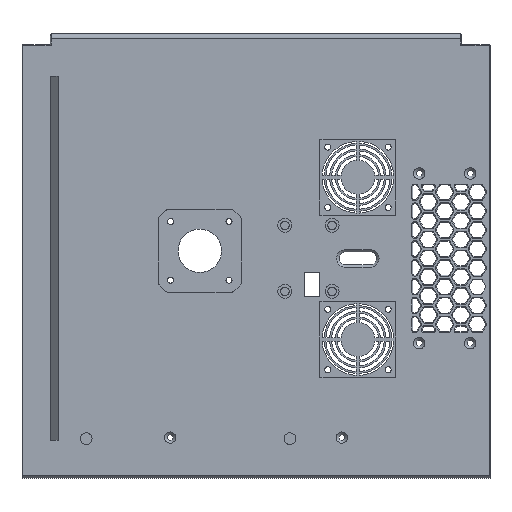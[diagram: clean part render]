
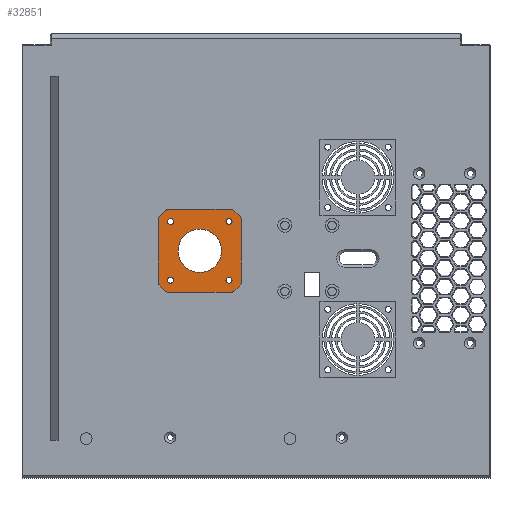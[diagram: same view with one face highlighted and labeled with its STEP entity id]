
A CAD part, left-side view. The second image highlights one B-rep face of the part: STEP entity #32851.
In plain terms, the highlighted planar face has unit normal (-1, 0, 0).
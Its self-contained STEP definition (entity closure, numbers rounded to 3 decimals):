
#1037=FACE_BOUND('',#6144,.T.);
#1038=FACE_BOUND('',#6145,.T.);
#1039=FACE_BOUND('',#6146,.T.);
#1040=FACE_BOUND('',#6147,.T.);
#1041=FACE_BOUND('',#6148,.T.);
#2228=CIRCLE('',#35888,2.);
#2229=CIRCLE('',#35891,2.);
#2230=CIRCLE('',#35894,2.);
#2231=CIRCLE('',#35896,2.);
#2232=CIRCLE('',#35897,2.);
#2233=CIRCLE('',#35898,2.);
#2234=CIRCLE('',#35899,2.);
#2235=CIRCLE('',#35900,2.);
#2236=CIRCLE('',#35901,1.6);
#2237=CIRCLE('',#35902,1.6);
#2238=CIRCLE('',#35903,1.6);
#2239=CIRCLE('',#35904,1.6);
#2240=CIRCLE('',#35905,11.5);
#4058=FACE_OUTER_BOUND('',#6143,.T.);
#6143=EDGE_LOOP('',(#29472,#29473,#29474,#29475,#29476,#29477,#29478,#29479,
#29480,#29481,#29482,#29483,#29484,#29485,#29486,#29487));
#6144=EDGE_LOOP('',(#29488));
#6145=EDGE_LOOP('',(#29489));
#6146=EDGE_LOOP('',(#29490));
#6147=EDGE_LOOP('',(#29491));
#6148=EDGE_LOOP('',(#29492));
#9639=LINE('',#54577,#13130);
#9642=LINE('',#54585,#13133);
#9646=LINE('',#54595,#13137);
#9647=LINE('',#54598,#13138);
#9648=LINE('',#54600,#13139);
#9649=LINE('',#54604,#13140);
#9650=LINE('',#54608,#13141);
#9651=LINE('',#54612,#13142);
#13130=VECTOR('',#45245,10.);
#13133=VECTOR('',#45254,10.);
#13137=VECTOR('',#45264,10.);
#13138=VECTOR('',#45267,10.);
#13139=VECTOR('',#45268,10.);
#13140=VECTOR('',#45271,10.);
#13141=VECTOR('',#45274,10.);
#13142=VECTOR('',#45277,10.);
#15931=VERTEX_POINT('',#54570);
#15932=VERTEX_POINT('',#54571);
#15933=VERTEX_POINT('',#54576);
#15934=VERTEX_POINT('',#54580);
#15935=VERTEX_POINT('',#54584);
#15936=VERTEX_POINT('',#54588);
#15937=VERTEX_POINT('',#54589);
#15938=VERTEX_POINT('',#54594);
#15939=VERTEX_POINT('',#54596);
#15940=VERTEX_POINT('',#54599);
#15941=VERTEX_POINT('',#54601);
#15942=VERTEX_POINT('',#54603);
#15943=VERTEX_POINT('',#54605);
#15944=VERTEX_POINT('',#54607);
#15945=VERTEX_POINT('',#54609);
#15946=VERTEX_POINT('',#54611);
#15947=VERTEX_POINT('',#54614);
#15948=VERTEX_POINT('',#54616);
#15949=VERTEX_POINT('',#54618);
#15950=VERTEX_POINT('',#54620);
#15951=VERTEX_POINT('',#54622);
#20510=EDGE_CURVE('',#15931,#15932,#2228,.T.);
#20513=EDGE_CURVE('',#15933,#15931,#9639,.T.);
#20515=EDGE_CURVE('',#15934,#15933,#2229,.T.);
#20517=EDGE_CURVE('',#15935,#15934,#9642,.T.);
#20519=EDGE_CURVE('',#15936,#15937,#2230,.T.);
#20522=EDGE_CURVE('',#15932,#15938,#9646,.T.);
#20523=EDGE_CURVE('',#15938,#15939,#2231,.T.);
#20524=EDGE_CURVE('',#15939,#15936,#9647,.T.);
#20525=EDGE_CURVE('',#15937,#15940,#9648,.T.);
#20526=EDGE_CURVE('',#15940,#15941,#2232,.T.);
#20527=EDGE_CURVE('',#15941,#15942,#9649,.T.);
#20528=EDGE_CURVE('',#15942,#15943,#2233,.T.);
#20529=EDGE_CURVE('',#15943,#15944,#9650,.T.);
#20530=EDGE_CURVE('',#15944,#15945,#2234,.T.);
#20531=EDGE_CURVE('',#15945,#15946,#9651,.T.);
#20532=EDGE_CURVE('',#15946,#15935,#2235,.T.);
#20533=EDGE_CURVE('',#15947,#15947,#2236,.T.);
#20534=EDGE_CURVE('',#15948,#15948,#2237,.T.);
#20535=EDGE_CURVE('',#15949,#15949,#2238,.T.);
#20536=EDGE_CURVE('',#15950,#15950,#2239,.T.);
#20537=EDGE_CURVE('',#15951,#15951,#2240,.T.);
#29472=ORIENTED_EDGE('',*,*,#20510,.T.);
#29473=ORIENTED_EDGE('',*,*,#20522,.T.);
#29474=ORIENTED_EDGE('',*,*,#20523,.T.);
#29475=ORIENTED_EDGE('',*,*,#20524,.T.);
#29476=ORIENTED_EDGE('',*,*,#20519,.T.);
#29477=ORIENTED_EDGE('',*,*,#20525,.T.);
#29478=ORIENTED_EDGE('',*,*,#20526,.T.);
#29479=ORIENTED_EDGE('',*,*,#20527,.T.);
#29480=ORIENTED_EDGE('',*,*,#20528,.T.);
#29481=ORIENTED_EDGE('',*,*,#20529,.T.);
#29482=ORIENTED_EDGE('',*,*,#20530,.T.);
#29483=ORIENTED_EDGE('',*,*,#20531,.T.);
#29484=ORIENTED_EDGE('',*,*,#20532,.T.);
#29485=ORIENTED_EDGE('',*,*,#20517,.T.);
#29486=ORIENTED_EDGE('',*,*,#20515,.T.);
#29487=ORIENTED_EDGE('',*,*,#20513,.T.);
#29488=ORIENTED_EDGE('',*,*,#20533,.T.);
#29489=ORIENTED_EDGE('',*,*,#20534,.T.);
#29490=ORIENTED_EDGE('',*,*,#20535,.T.);
#29491=ORIENTED_EDGE('',*,*,#20536,.T.);
#29492=ORIENTED_EDGE('',*,*,#20537,.T.);
#30986=PLANE('',#35895);
#32851=ADVANCED_FACE('',(#4058,#1037,#1038,#1039,#1040,#1041),#30986,.F.);
#35888=AXIS2_PLACEMENT_3D('',#54572,#45239,#45240);
#35891=AXIS2_PLACEMENT_3D('',#54581,#45249,#45250);
#35894=AXIS2_PLACEMENT_3D('',#54590,#45258,#45259);
#35895=AXIS2_PLACEMENT_3D('',#54593,#45262,#45263);
#35896=AXIS2_PLACEMENT_3D('',#54597,#45265,#45266);
#35897=AXIS2_PLACEMENT_3D('',#54602,#45269,#45270);
#35898=AXIS2_PLACEMENT_3D('',#54606,#45272,#45273);
#35899=AXIS2_PLACEMENT_3D('',#54610,#45275,#45276);
#35900=AXIS2_PLACEMENT_3D('',#54613,#45278,#45279);
#35901=AXIS2_PLACEMENT_3D('',#54615,#45280,#45281);
#35902=AXIS2_PLACEMENT_3D('',#54617,#45282,#45283);
#35903=AXIS2_PLACEMENT_3D('',#54619,#45284,#45285);
#35904=AXIS2_PLACEMENT_3D('',#54621,#45286,#45287);
#35905=AXIS2_PLACEMENT_3D('',#54623,#45288,#45289);
#45239=DIRECTION('center_axis',(-1.,0.,0.));
#45240=DIRECTION('ref_axis',(0.,-0.924,-0.383));
#45245=DIRECTION('',(0.,-0.707,0.707));
#45249=DIRECTION('center_axis',(-1.,0.,0.));
#45250=DIRECTION('ref_axis',(0.,-0.383,-0.924));
#45254=DIRECTION('',(0.,-1.,0.));
#45258=DIRECTION('center_axis',(-1.,0.,0.));
#45259=DIRECTION('ref_axis',(0.,-0.383,0.924));
#45262=DIRECTION('center_axis',(1.,0.,0.));
#45263=DIRECTION('ref_axis',(0.,-1.,0.));
#45264=DIRECTION('',(0.,0.,1.));
#45265=DIRECTION('center_axis',(-1.,0.,0.));
#45266=DIRECTION('ref_axis',(0.,-0.924,0.383));
#45267=DIRECTION('',(0.,0.707,0.707));
#45268=DIRECTION('',(0.,1.,0.));
#45269=DIRECTION('center_axis',(-1.,0.,0.));
#45270=DIRECTION('ref_axis',(0.,0.383,0.924));
#45271=DIRECTION('',(0.,0.707,-0.707));
#45272=DIRECTION('center_axis',(-1.,0.,0.));
#45273=DIRECTION('ref_axis',(0.,0.924,0.383));
#45274=DIRECTION('',(0.,0.,-1.));
#45275=DIRECTION('center_axis',(-1.,0.,0.));
#45276=DIRECTION('ref_axis',(0.,0.924,-0.383));
#45277=DIRECTION('',(0.,-0.707,-0.707));
#45278=DIRECTION('center_axis',(-1.,0.,0.));
#45279=DIRECTION('ref_axis',(0.,0.383,-0.924));
#45280=DIRECTION('center_axis',(1.,0.,0.));
#45281=DIRECTION('ref_axis',(0.,1.,0.));
#45282=DIRECTION('center_axis',(1.,0.,0.));
#45283=DIRECTION('ref_axis',(0.,1.,0.));
#45284=DIRECTION('center_axis',(1.,0.,0.));
#45285=DIRECTION('ref_axis',(0.,1.,0.));
#45286=DIRECTION('center_axis',(1.,0.,0.));
#45287=DIRECTION('ref_axis',(0.,1.,0.));
#45288=DIRECTION('center_axis',(1.,0.,0.));
#45289=DIRECTION('ref_axis',(0.,1.,0.));
#54570=CARTESIAN_POINT('',(67.,-52.614,-133.105));
#54571=CARTESIAN_POINT('',(67.,-53.2,-131.69));
#54572=CARTESIAN_POINT('Origin',(67.,-51.2,-131.69));
#54576=CARTESIAN_POINT('',(67.,-49.286,-136.433));
#54577=CARTESIAN_POINT('',(67.,-63.261,-122.458));
#54580=CARTESIAN_POINT('',(67.,-47.871,-137.019));
#54581=CARTESIAN_POINT('Origin',(67.,-47.871,-135.019));
#54584=CARTESIAN_POINT('',(67.,-14.528,-137.019));
#54585=CARTESIAN_POINT('',(67.,-28.2,-137.019));
#54588=CARTESIAN_POINT('',(67.,-49.286,-93.605));
#54589=CARTESIAN_POINT('',(67.,-47.871,-93.019));
#54590=CARTESIAN_POINT('Origin',(67.,-47.871,-95.019));
#54593=CARTESIAN_POINT('Origin',(67.,-13.336,-47.91));
#54594=CARTESIAN_POINT('',(67.,-53.2,-98.348));
#54595=CARTESIAN_POINT('',(67.,-53.2,-47.91));
#54596=CARTESIAN_POINT('',(67.,-52.614,-96.933));
#54597=CARTESIAN_POINT('Origin',(67.,-51.2,-98.348));
#54598=CARTESIAN_POINT('',(67.,-29.706,-74.026));
#54599=CARTESIAN_POINT('',(67.,-14.528,-93.019));
#54600=CARTESIAN_POINT('',(67.,-13.336,-93.019));
#54601=CARTESIAN_POINT('',(67.,-13.114,-93.605));
#54602=CARTESIAN_POINT('Origin',(67.,-14.528,-95.019));
#54603=CARTESIAN_POINT('',(67.,-9.785,-96.933));
#54604=CARTESIAN_POINT('',(67.,-23.761,-82.958));
#54605=CARTESIAN_POINT('',(67.,-9.2,-98.348));
#54606=CARTESIAN_POINT('Origin',(67.,-11.2,-98.348));
#54607=CARTESIAN_POINT('',(67.,-9.2,-131.69));
#54608=CARTESIAN_POINT('',(67.,-9.2,-47.91));
#54609=CARTESIAN_POINT('',(67.,-9.785,-133.105));
#54610=CARTESIAN_POINT('Origin',(67.,-11.2,-131.69));
#54611=CARTESIAN_POINT('',(67.,-13.114,-136.433));
#54612=CARTESIAN_POINT('',(67.,9.794,-113.526));
#54613=CARTESIAN_POINT('Origin',(67.,-14.528,-135.019));
#54614=CARTESIAN_POINT('',(67.,-17.3,-130.519));
#54615=CARTESIAN_POINT('Origin',(67.,-15.7,-130.519));
#54616=CARTESIAN_POINT('',(67.,-17.3,-99.519));
#54617=CARTESIAN_POINT('Origin',(67.,-15.7,-99.519));
#54618=CARTESIAN_POINT('',(67.,-48.3,-130.519));
#54619=CARTESIAN_POINT('Origin',(67.,-46.7,-130.519));
#54620=CARTESIAN_POINT('',(67.,-48.3,-99.519));
#54621=CARTESIAN_POINT('Origin',(67.,-46.7,-99.519));
#54622=CARTESIAN_POINT('',(67.,-42.7,-115.019));
#54623=CARTESIAN_POINT('Origin',(67.,-31.2,-115.019));
